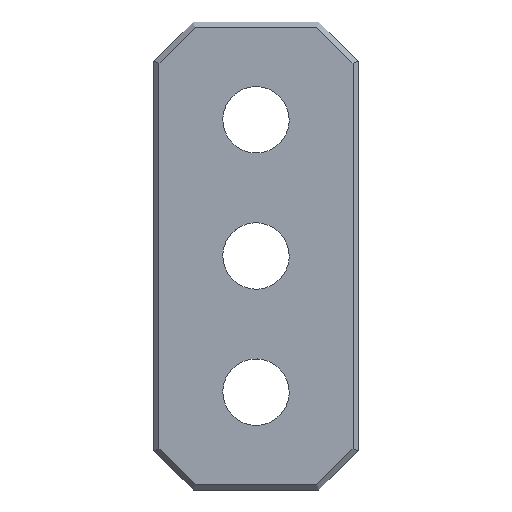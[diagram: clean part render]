
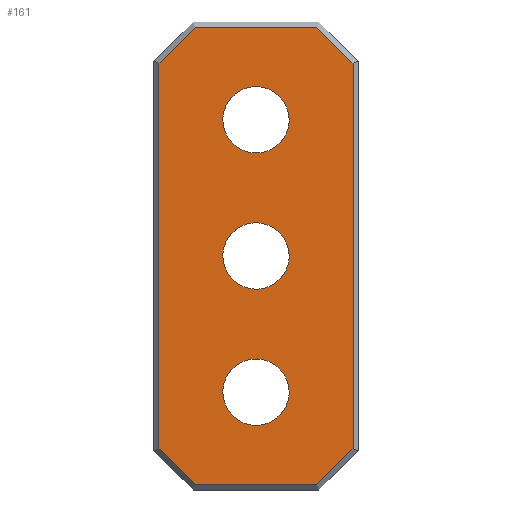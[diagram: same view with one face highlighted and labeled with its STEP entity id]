
A CAD part, top view. The second image highlights one B-rep face of the part: STEP entity #161.
In plain terms, the highlighted free-form (B-spline) face has degree [1, 1] with [2, 2] control points.
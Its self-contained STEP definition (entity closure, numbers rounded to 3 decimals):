
#22 = VERTEX_POINT('',#23);
#23 = CARTESIAN_POINT('',(-66.723,-182.545,4.196
    ));
#41 = VERTEX_POINT('',#42);
#42 = CARTESIAN_POINT('',(-33.991,-182.545,4.196
    ));
#47 = EDGE_CURVE('',#22,#41,#48,.T.);
#48 = ( BOUNDED_CURVE() B_SPLINE_CURVE(2,(#49,#50,#51,#52,#53),
.UNSPECIFIED.,.F.,.F.) B_SPLINE_CURVE_WITH_KNOTS((3,2,3),(3.142,
4.712,6.283),.PIECEWISE_BEZIER_KNOTS.) CURVE() 
GEOMETRIC_REPRESENTATION_ITEM() RATIONAL_B_SPLINE_CURVE((1.,
0.707,1.,0.707,1.)) REPRESENTATION_ITEM('') );
#49 = CARTESIAN_POINT('',(-66.723,-182.545,4.196
    ));
#50 = CARTESIAN_POINT('',(-66.723,-198.911,4.196
    ));
#51 = CARTESIAN_POINT('',(-50.357,-198.911,4.196
    ));
#52 = CARTESIAN_POINT('',(-33.991,-198.911,4.196
    ));
#53 = CARTESIAN_POINT('',(-33.991,-182.545,4.196
    ));
#70 = VERTEX_POINT('',#71);
#71 = CARTESIAN_POINT('',(-66.723,-115.402,4.196
    ));
#89 = VERTEX_POINT('',#90);
#90 = CARTESIAN_POINT('',(-33.991,-115.402,4.196
    ));
#95 = EDGE_CURVE('',#70,#89,#96,.T.);
#96 = ( BOUNDED_CURVE() B_SPLINE_CURVE(2,(#97,#98,#99,#100,#101),
.UNSPECIFIED.,.F.,.F.) B_SPLINE_CURVE_WITH_KNOTS((3,2,3),(3.142,
4.712,6.283),.PIECEWISE_BEZIER_KNOTS.) CURVE() 
GEOMETRIC_REPRESENTATION_ITEM() RATIONAL_B_SPLINE_CURVE((1.,
0.707,1.,0.707,1.)) REPRESENTATION_ITEM('') );
#97 = CARTESIAN_POINT('',(-66.723,-115.402,4.196
    ));
#98 = CARTESIAN_POINT('',(-66.723,-131.768,4.196
    ));
#99 = CARTESIAN_POINT('',(-50.357,-131.768,4.196
    ));
#100 = CARTESIAN_POINT('',(-33.991,-131.768,
    4.196));
#101 = CARTESIAN_POINT('',(-33.991,-115.402,
    4.196));
#118 = VERTEX_POINT('',#119);
#119 = CARTESIAN_POINT('',(-66.723,-48.259,
    4.196));
#137 = VERTEX_POINT('',#138);
#138 = CARTESIAN_POINT('',(-33.991,-48.259,
    4.196));
#143 = EDGE_CURVE('',#118,#137,#144,.T.);
#144 = ( BOUNDED_CURVE() B_SPLINE_CURVE(2,(#145,#146,#147,#148,#149),
.UNSPECIFIED.,.F.,.F.) B_SPLINE_CURVE_WITH_KNOTS((3,2,3),(3.142,
4.712,6.283),.PIECEWISE_BEZIER_KNOTS.) CURVE() 
GEOMETRIC_REPRESENTATION_ITEM() RATIONAL_B_SPLINE_CURVE((1.,
0.707,1.,0.707,1.)) REPRESENTATION_ITEM('') );
#145 = CARTESIAN_POINT('',(-66.723,-48.259,
    4.196));
#146 = CARTESIAN_POINT('',(-66.723,-64.625,
    4.196));
#147 = CARTESIAN_POINT('',(-50.357,-64.625,
    4.196));
#148 = CARTESIAN_POINT('',(-33.991,-64.625,
    4.196));
#149 = CARTESIAN_POINT('',(-33.991,-48.259,
    4.196));
#161 = ADVANCED_FACE('',(#162,#220,#231,#242),#253,.F.);
#162 = FACE_BOUND('',#163,.T.);
#163 = EDGE_LOOP('',(#164,#173,#180,#187,#194,#201,#208,#215));
#164 = ORIENTED_EDGE('',*,*,#165,.T.);
#165 = EDGE_CURVE('',#166,#168,#170,.T.);
#166 = VERTEX_POINT('',#167);
#167 = CARTESIAN_POINT('',(-2.518,-210.458,
    4.196));
#168 = VERTEX_POINT('',#169);
#169 = CARTESIAN_POINT('',(-2.518,-20.347,
    4.196));
#170 = B_SPLINE_CURVE_WITH_KNOTS('',1,(#171,#172),.UNSPECIFIED.,.F.,.F.,
  (2,2),(-250.757,-24.243),.PIECEWISE_BEZIER_KNOTS.);
#171 = CARTESIAN_POINT('',(-2.518,-210.458,
    4.196));
#172 = CARTESIAN_POINT('',(-2.518,-20.347,
    4.196));
#173 = ORIENTED_EDGE('',*,*,#174,.T.);
#174 = EDGE_CURVE('',#168,#175,#177,.T.);
#175 = VERTEX_POINT('',#176);
#176 = CARTESIAN_POINT('',(-20.347,-2.518,
    4.196));
#177 = B_SPLINE_CURVE_WITH_KNOTS('',1,(#178,#179),.UNSPECIFIED.,.F.,.F.,
  (2,2),(-31.284,-1.243),.PIECEWISE_BEZIER_KNOTS.);
#178 = CARTESIAN_POINT('',(-2.518,-20.347,
    4.196));
#179 = CARTESIAN_POINT('',(-20.347,-2.518,
    4.196));
#180 = ORIENTED_EDGE('',*,*,#181,.T.);
#181 = EDGE_CURVE('',#175,#182,#184,.T.);
#182 = VERTEX_POINT('',#183);
#183 = CARTESIAN_POINT('',(-80.368,-2.518,
    4.196));
#184 = B_SPLINE_CURVE_WITH_KNOTS('',1,(#185,#186),.UNSPECIFIED.,.F.,.F.,
  (2,2),(24.243,95.757),.PIECEWISE_BEZIER_KNOTS.);
#185 = CARTESIAN_POINT('',(-20.347,-2.518,
    4.196));
#186 = CARTESIAN_POINT('',(-80.368,-2.518,
    4.196));
#187 = ORIENTED_EDGE('',*,*,#188,.T.);
#188 = EDGE_CURVE('',#182,#189,#191,.T.);
#189 = VERTEX_POINT('',#190);
#190 = CARTESIAN_POINT('',(-98.197,-20.347,
    4.196));
#191 = B_SPLINE_CURVE_WITH_KNOTS('',1,(#192,#193),.UNSPECIFIED.,.F.,.F.,
  (2,2),(-31.284,-1.243),.PIECEWISE_BEZIER_KNOTS.);
#192 = CARTESIAN_POINT('',(-80.368,-2.518,
    4.196));
#193 = CARTESIAN_POINT('',(-98.197,-20.347,
    4.196));
#194 = ORIENTED_EDGE('',*,*,#195,.T.);
#195 = EDGE_CURVE('',#189,#196,#198,.T.);
#196 = VERTEX_POINT('',#197);
#197 = CARTESIAN_POINT('',(-98.197,-210.458,
    4.196));
#198 = B_SPLINE_CURVE_WITH_KNOTS('',1,(#199,#200),.UNSPECIFIED.,.F.,.F.,
  (2,2),(24.243,250.757),.PIECEWISE_BEZIER_KNOTS.);
#199 = CARTESIAN_POINT('',(-98.197,-20.347,
    4.196));
#200 = CARTESIAN_POINT('',(-98.197,-210.458,
    4.196));
#201 = ORIENTED_EDGE('',*,*,#202,.T.);
#202 = EDGE_CURVE('',#196,#203,#205,.T.);
#203 = VERTEX_POINT('',#204);
#204 = CARTESIAN_POINT('',(-80.368,-228.286,
    4.196));
#205 = B_SPLINE_CURVE_WITH_KNOTS('',1,(#206,#207),.UNSPECIFIED.,.F.,.F.,
  (2,2),(-31.284,-1.243),.PIECEWISE_BEZIER_KNOTS.);
#206 = CARTESIAN_POINT('',(-98.197,-210.458,
    4.196));
#207 = CARTESIAN_POINT('',(-80.368,-228.286,
    4.196));
#208 = ORIENTED_EDGE('',*,*,#209,.T.);
#209 = EDGE_CURVE('',#203,#210,#212,.T.);
#210 = VERTEX_POINT('',#211);
#211 = CARTESIAN_POINT('',(-20.347,-228.286,
    4.196));
#212 = B_SPLINE_CURVE_WITH_KNOTS('',1,(#213,#214),.UNSPECIFIED.,.F.,.F.,
  (2,2),(-95.757,-24.243),.PIECEWISE_BEZIER_KNOTS.);
#213 = CARTESIAN_POINT('',(-80.368,-228.286,
    4.196));
#214 = CARTESIAN_POINT('',(-20.347,-228.286,
    4.196));
#215 = ORIENTED_EDGE('',*,*,#216,.T.);
#216 = EDGE_CURVE('',#210,#166,#217,.T.);
#217 = B_SPLINE_CURVE_WITH_KNOTS('',1,(#218,#219),.UNSPECIFIED.,.F.,.F.,
  (2,2),(-31.284,-1.243),.PIECEWISE_BEZIER_KNOTS.);
#218 = CARTESIAN_POINT('',(-20.347,-228.286,
    4.196));
#219 = CARTESIAN_POINT('',(-2.518,-210.458,
    4.196));
#220 = FACE_BOUND('',#221,.T.);
#221 = EDGE_LOOP('',(#222,#223));
#222 = ORIENTED_EDGE('',*,*,#143,.F.);
#223 = ORIENTED_EDGE('',*,*,#224,.F.);
#224 = EDGE_CURVE('',#137,#118,#225,.T.);
#225 = ( BOUNDED_CURVE() B_SPLINE_CURVE(2,(#226,#227,#228,#229,#230),
.UNSPECIFIED.,.F.,.F.) B_SPLINE_CURVE_WITH_KNOTS((3,2,3),(0.,
1.571,3.142),.PIECEWISE_BEZIER_KNOTS.) CURVE() 
GEOMETRIC_REPRESENTATION_ITEM() RATIONAL_B_SPLINE_CURVE((1.,
0.707,1.,0.707,1.)) REPRESENTATION_ITEM('') );
#226 = CARTESIAN_POINT('',(-33.991,-48.259,
    4.196));
#227 = CARTESIAN_POINT('',(-33.991,-31.893,
    4.196));
#228 = CARTESIAN_POINT('',(-50.357,-31.893,
    4.196));
#229 = CARTESIAN_POINT('',(-66.723,-31.893,
    4.196));
#230 = CARTESIAN_POINT('',(-66.723,-48.259,
    4.196));
#231 = FACE_BOUND('',#232,.T.);
#232 = EDGE_LOOP('',(#233,#234));
#233 = ORIENTED_EDGE('',*,*,#95,.F.);
#234 = ORIENTED_EDGE('',*,*,#235,.F.);
#235 = EDGE_CURVE('',#89,#70,#236,.T.);
#236 = ( BOUNDED_CURVE() B_SPLINE_CURVE(2,(#237,#238,#239,#240,#241),
.UNSPECIFIED.,.F.,.F.) B_SPLINE_CURVE_WITH_KNOTS((3,2,3),(0.,
1.571,3.142),.PIECEWISE_BEZIER_KNOTS.) CURVE() 
GEOMETRIC_REPRESENTATION_ITEM() RATIONAL_B_SPLINE_CURVE((1.,
0.707,1.,0.707,1.)) REPRESENTATION_ITEM('') );
#237 = CARTESIAN_POINT('',(-33.991,-115.402,
    4.196));
#238 = CARTESIAN_POINT('',(-33.991,-99.036,
    4.196));
#239 = CARTESIAN_POINT('',(-50.357,-99.036,
    4.196));
#240 = CARTESIAN_POINT('',(-66.723,-99.036,
    4.196));
#241 = CARTESIAN_POINT('',(-66.723,-115.402,
    4.196));
#242 = FACE_BOUND('',#243,.T.);
#243 = EDGE_LOOP('',(#244,#245));
#244 = ORIENTED_EDGE('',*,*,#47,.F.);
#245 = ORIENTED_EDGE('',*,*,#246,.F.);
#246 = EDGE_CURVE('',#41,#22,#247,.T.);
#247 = ( BOUNDED_CURVE() B_SPLINE_CURVE(2,(#248,#249,#250,#251,#252),
.UNSPECIFIED.,.F.,.F.) B_SPLINE_CURVE_WITH_KNOTS((3,2,3),(0.,
1.571,3.142),.PIECEWISE_BEZIER_KNOTS.) CURVE() 
GEOMETRIC_REPRESENTATION_ITEM() RATIONAL_B_SPLINE_CURVE((1.,
0.707,1.,0.707,1.)) REPRESENTATION_ITEM('') );
#248 = CARTESIAN_POINT('',(-33.991,-182.545,
    4.196));
#249 = CARTESIAN_POINT('',(-33.991,-166.179,
    4.196));
#250 = CARTESIAN_POINT('',(-50.357,-166.179,
    4.196));
#251 = CARTESIAN_POINT('',(-66.723,-166.179,
    4.196));
#252 = CARTESIAN_POINT('',(-66.723,-182.545,
    4.196));
#253 = B_SPLINE_SURFACE_WITH_KNOTS('',1,1,(
    (#254,#255)
    ,(#256,#257
    )),.UNSPECIFIED.,.F.,.F.,.F.,(2,2),(2,2),(3.,117.),(-272.,-3.),
  .PIECEWISE_BEZIER_KNOTS.);
#254 = CARTESIAN_POINT('',(-2.518,-228.286,
    4.196));
#255 = CARTESIAN_POINT('',(-2.518,-2.518,
    4.196));
#256 = CARTESIAN_POINT('',(-98.197,-228.286,
    4.196));
#257 = CARTESIAN_POINT('',(-98.197,-2.518,
    4.196));
